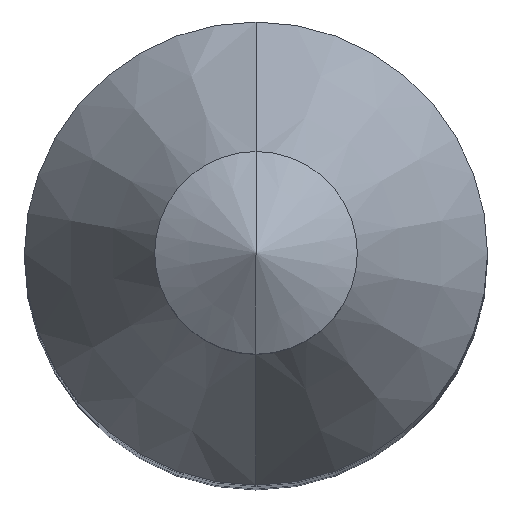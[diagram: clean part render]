
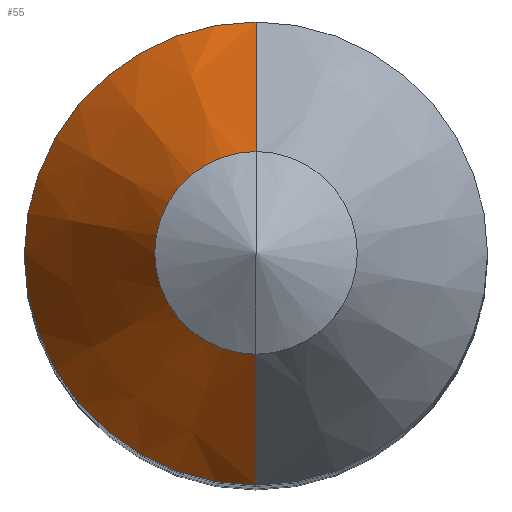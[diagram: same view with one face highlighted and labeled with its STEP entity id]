
A CAD part, top view. The second image highlights one B-rep face of the part: STEP entity #55.
In plain terms, the highlighted conical face has half-angle 30 degrees and reference radius 1.389 mm.
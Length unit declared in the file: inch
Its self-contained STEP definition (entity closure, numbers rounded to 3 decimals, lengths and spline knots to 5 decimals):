
#23 = CIRCLE ( 'NONE', #514, 0.125 ) ;
#55 = ADVANCED_FACE ( 'NONE', ( #429 ), #551, .T. ) ;
#60 = VECTOR ( 'NONE', #388, 39.37008 ) ;
#70 = DIRECTION ( 'NONE',  ( 0., -1., 0. ) ) ;
#99 = EDGE_CURVE ( 'NONE', #368, #486, #303, .T. ) ;
#135 = DIRECTION ( 'NONE',  ( 0., -1., 0. ) ) ;
#140 = ORIENTED_EDGE ( 'NONE', *, *, #99, .F. ) ;
#152 = EDGE_CURVE ( 'NONE', #486, #594, #441, .T. ) ;
#157 = ORIENTED_EDGE ( 'NONE', *, *, #152, .F. ) ;
#172 = CARTESIAN_POINT ( 'NONE',  ( 0., -0.0547, 0.8726 ) ) ;
#227 = DIRECTION ( 'NONE',  ( 0., 0., 1. ) ) ;
#233 = AXIS2_PLACEMENT_3D ( 'NONE', #655, #501, #601 ) ;
#236 = CARTESIAN_POINT ( 'NONE',  ( 0., 0.0547, 0.8726 ) ) ;
#240 = CARTESIAN_POINT ( 'NONE',  ( 0., -0.125, 0.75084 ) ) ;
#293 = VERTEX_POINT ( 'NONE', #516 ) ;
#303 = CIRCLE ( 'NONE', #233, 0.0547 ) ;
#364 = CARTESIAN_POINT ( 'NONE',  ( 0., 0.0547, 0.8726 ) ) ;
#367 = ORIENTED_EDGE ( 'NONE', *, *, #571, .T. ) ;
#368 = VERTEX_POINT ( 'NONE', #364 ) ;
#388 = DIRECTION ( 'NONE',  ( 0., -0.5, -0.866 ) ) ;
#392 = AXIS2_PLACEMENT_3D ( 'NONE', #666, #660, #135 ) ;
#393 = CARTESIAN_POINT ( 'NONE',  ( 0., -0.0547, 0.8726 ) ) ;
#429 = FACE_OUTER_BOUND ( 'NONE', #641, .T. ) ;
#437 = EDGE_CURVE ( 'NONE', #293, #594, #23, .T. ) ;
#441 = LINE ( 'NONE', #172, #60 ) ;
#453 = DIRECTION ( 'NONE',  ( 0., 0.5, -0.866 ) ) ;
#486 = VERTEX_POINT ( 'NONE', #393 ) ;
#501 = DIRECTION ( 'NONE',  ( 0., 0., 1. ) ) ;
#507 = LINE ( 'NONE', #236, #600 ) ;
#514 = AXIS2_PLACEMENT_3D ( 'NONE', #659, #227, #70 ) ;
#516 = CARTESIAN_POINT ( 'NONE',  ( 0., 0.125, 0.75084 ) ) ;
#551 = CONICAL_SURFACE ( 'NONE', #392, 0.0547, 0.524 ) ;
#571 = EDGE_CURVE ( 'NONE', #368, #293, #507, .T. ) ;
#588 = ORIENTED_EDGE ( 'NONE', *, *, #437, .T. ) ;
#594 = VERTEX_POINT ( 'NONE', #240 ) ;
#600 = VECTOR ( 'NONE', #453, 39.37008 ) ;
#601 = DIRECTION ( 'NONE',  ( 0., -1., 0. ) ) ;
#641 = EDGE_LOOP ( 'NONE', ( #140, #367, #588, #157 ) ) ;
#655 = CARTESIAN_POINT ( 'NONE',  ( 0., 0., 0.8726 ) ) ;
#659 = CARTESIAN_POINT ( 'NONE',  ( 0., 0., 0.75084 ) ) ;
#660 = DIRECTION ( 'NONE',  ( 0., 0., -1. ) ) ;
#666 = CARTESIAN_POINT ( 'NONE',  ( 0., 0., 0.8726 ) ) ;
